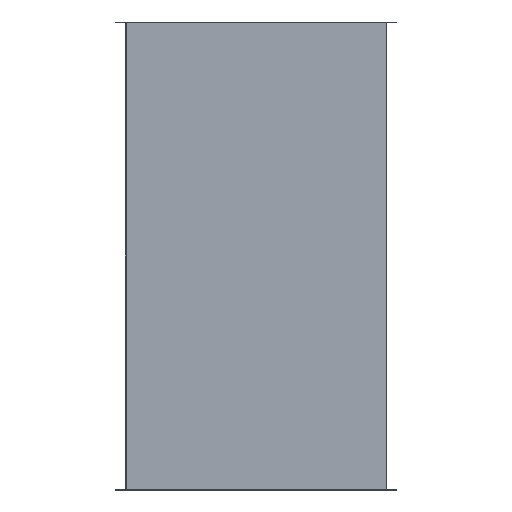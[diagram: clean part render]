
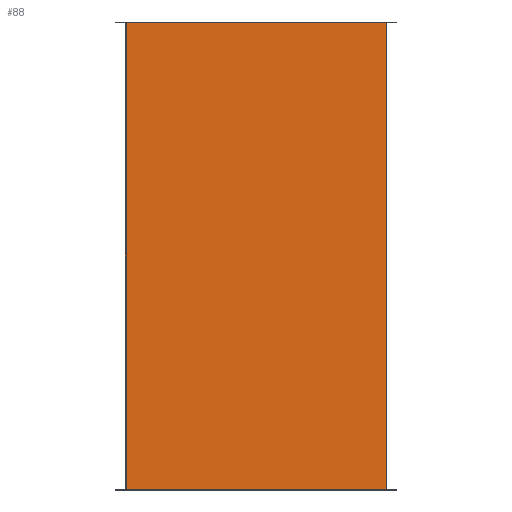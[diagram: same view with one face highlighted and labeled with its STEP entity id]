
A CAD part, front view. The second image highlights one B-rep face of the part: STEP entity #88.
In plain terms, the highlighted planar face has unit normal (0, -1, 0).
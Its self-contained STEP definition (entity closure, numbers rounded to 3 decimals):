
#55 = VERTEX_POINT ( 'NONE', #863 ) ;
#57 = EDGE_CURVE ( 'NONE', #58, #55, #862, .T. ) ;
#58 = VERTEX_POINT ( 'NONE', #858 ) ;
#64 = VERTEX_POINT ( 'NONE', #848 ) ;
#70 = VERTEX_POINT ( 'NONE', #967 ) ;
#72 = EDGE_CURVE ( 'NONE', #70, #64, #966, .T. ) ;
#82 = ORIENTED_EDGE ( 'NONE', *, *, #278, .F. ) ;
#83 = ORIENTED_EDGE ( 'NONE', *, *, #84, .F. ) ;
#84 = EDGE_CURVE ( 'NONE', #58, #70, #947, .T. ) ;
#85 = ORIENTED_EDGE ( 'NONE', *, *, #57, .T. ) ;
#88 = ADVANCED_FACE ( 'NONE', ( #943 ), #941, .F. ) ;
#91 = ORIENTED_EDGE ( 'NONE', *, *, #72, .F. ) ;
#278 = EDGE_CURVE ( 'NONE', #64, #55, #1086, .T. ) ;
#342 = EDGE_LOOP ( 'NONE', ( #82, #91, #83, #85 ) ) ;
#848 = CARTESIAN_POINT ( 'NONE',  ( 251., -151., -449. ) ) ;
#858 = CARTESIAN_POINT ( 'NONE',  ( -251., -151., 449. ) ) ;
#859 = DIRECTION ( 'NONE',  ( 0., 0., -1. ) ) ;
#860 = VECTOR ( 'NONE', #859, 1000. ) ;
#861 = CARTESIAN_POINT ( 'NONE',  ( -251., -151., 450. ) ) ;
#862 = LINE ( 'NONE', #861, #860 ) ;
#863 = CARTESIAN_POINT ( 'NONE',  ( -251., -151., -449. ) ) ;
#937 = DIRECTION ( 'NONE',  ( -1., 0., 0. ) ) ;
#938 = DIRECTION ( 'NONE',  ( 0., 1., 0. ) ) ;
#939 = CARTESIAN_POINT ( 'NONE',  ( 250., -151., 450. ) ) ;
#940 = AXIS2_PLACEMENT_3D ( 'NONE', #939, #938, #937 ) ;
#941 = PLANE ( 'NONE',  #940 ) ;
#943 = FACE_OUTER_BOUND ( 'NONE', #342, .T. ) ;
#944 = DIRECTION ( 'NONE',  ( 1., 0., 0. ) ) ;
#945 = VECTOR ( 'NONE', #944, 1000. ) ;
#946 = CARTESIAN_POINT ( 'NONE',  ( 250., -151., 449. ) ) ;
#947 = LINE ( 'NONE', #946, #945 ) ;
#963 = DIRECTION ( 'NONE',  ( 0., 0., -1. ) ) ;
#964 = VECTOR ( 'NONE', #963, 1000. ) ;
#965 = CARTESIAN_POINT ( 'NONE',  ( 251., -151., 450. ) ) ;
#966 = LINE ( 'NONE', #965, #964 ) ;
#967 = CARTESIAN_POINT ( 'NONE',  ( 251., -151., 449. ) ) ;
#1083 = DIRECTION ( 'NONE',  ( -1., 0., 0. ) ) ;
#1084 = VECTOR ( 'NONE', #1083, 1000. ) ;
#1085 = CARTESIAN_POINT ( 'NONE',  ( 250., -151., -449. ) ) ;
#1086 = LINE ( 'NONE', #1085, #1084 ) ;
